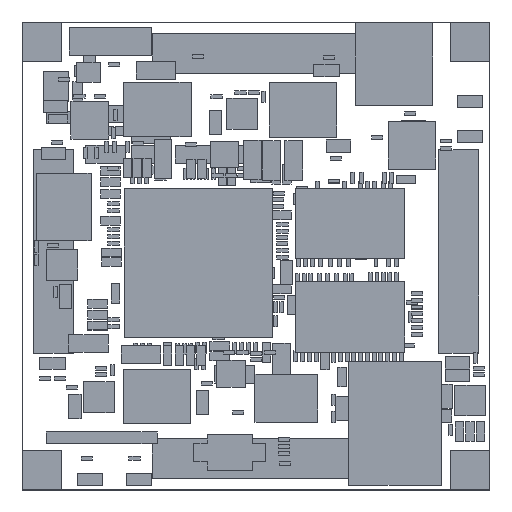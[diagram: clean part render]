
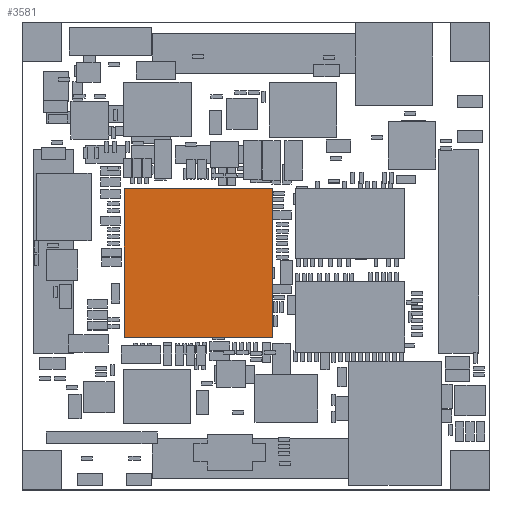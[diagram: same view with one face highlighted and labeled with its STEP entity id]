
A CAD part, top view. The second image highlights one B-rep face of the part: STEP entity #3581.
In plain terms, the highlighted planar face has unit normal (0, 0, 1).
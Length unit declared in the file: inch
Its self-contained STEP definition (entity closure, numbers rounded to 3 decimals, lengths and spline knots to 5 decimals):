
#2177=FACE_OUTER_BOUND($,#2363,.F.);
#2363=EDGE_LOOP($,(#3817,#3818,#3819,#3820));
#2561=AXIS2_PLACEMENT_3D($,#7759,#6521,$);
#3403=PLANE($,#2561);
#3581=ADVANCED_FACE($,(#2177),#3403,.T.);
#3817=ORIENTED_EDGE($,*,*,#4530,.T.);
#3818=ORIENTED_EDGE($,*,*,#4531,.T.);
#3819=ORIENTED_EDGE($,*,*,#4532,.T.);
#3820=ORIENTED_EDGE($,*,*,#4533,.T.);
#4530=EDGE_CURVE($,#5700,#5701,#5304,.T.);
#4531=EDGE_CURVE($,#5701,#5702,#5305,.T.);
#4532=EDGE_CURVE($,#5702,#5703,#5306,.T.);
#4533=EDGE_CURVE($,#5703,#5700,#5307,.T.);
#4917=VECTOR($,#6553,0.74972);
#4918=VECTOR($,#6554,0.74772);
#4919=VECTOR($,#6555,0.74972);
#4920=VECTOR($,#6556,0.74772);
#5304=LINE($,#7758,#4917);
#5305=LINE($,#7759,#4918);
#5306=LINE($,#7760,#4919);
#5307=LINE($,#7761,#4920);
#5700=VERTEX_POINT($,#7758);
#5701=VERTEX_POINT($,#7759);
#5702=VERTEX_POINT($,#7760);
#5703=VERTEX_POINT($,#7761);
#6521=DIRECTION($,(0.,0.,1.));
#6553=DIRECTION($,(0.,1.,0.));
#6554=DIRECTION($,(1.,0.,0.));
#6555=DIRECTION($,(0.,-1.,0.));
#6556=DIRECTION($,(-1.,0.,0.));
#7758=CARTESIAN_POINT('',(-0.043,-0.70472,0.063));
#7759=CARTESIAN_POINT('',(-0.043,0.045,0.063));
#7760=CARTESIAN_POINT('',(0.70472,0.045,0.063));
#7761=CARTESIAN_POINT('',(0.70472,-0.70472,0.063));
